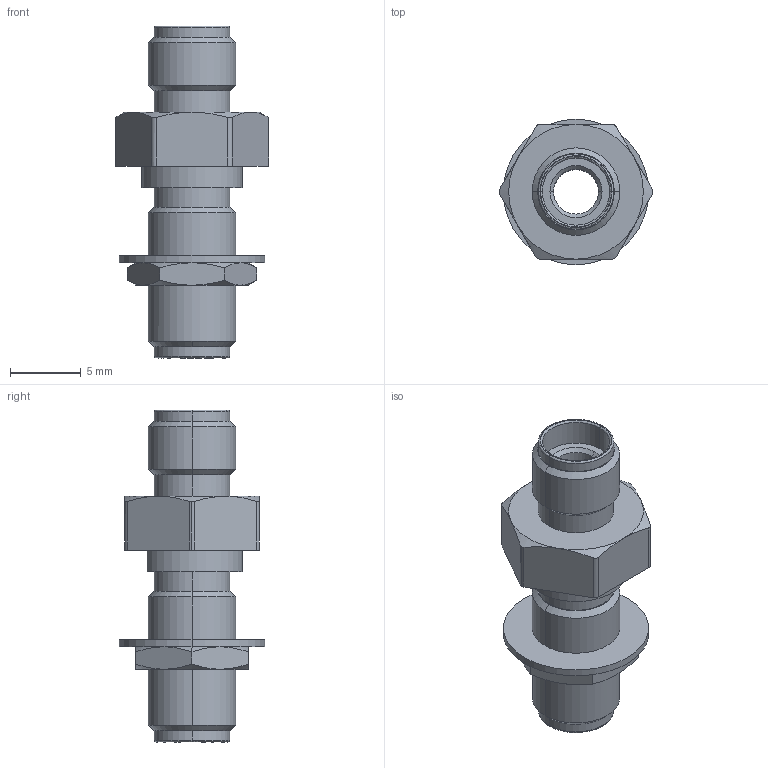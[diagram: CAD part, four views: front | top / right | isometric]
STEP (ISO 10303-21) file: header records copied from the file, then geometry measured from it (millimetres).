
FILE_DESCRIPTION (( 'STEP AP203' ), '1' );
FILE_NAME ('112646.stp', '2018-02-21T16:38:48', ( '' ), ( '' ), 'SwSTEP 2.0', 'SolidWorks 2012', '' );
FILE_SCHEMA (( 'CONFIG_CONTROL_DESIGN' ));
Length unit declared in the file: centimetre
Products named in the file (1): 112646
Bounding box: 10.88 x 10.29 x 23.47 mm (x, y, z)
Volume: 702.9 mm3; surface area: 1026.6 mm2
Topology: 1 solids, 1 shells, 104 faces, 235 edges, 144 vertices
Faces by surface type: plane 34, cone 32, cylinder 30, bspline 8
Entity records: 3190 total; most frequent: CARTESIAN_POINT 841, DIRECTION 477, ORIENTED_EDGE 470, EDGE_CURVE 235, AXIS2_PLACEMENT_3D 198, VERTEX_POINT 144, EDGE_LOOP 117, FACE_OUTER_BOUND 104
